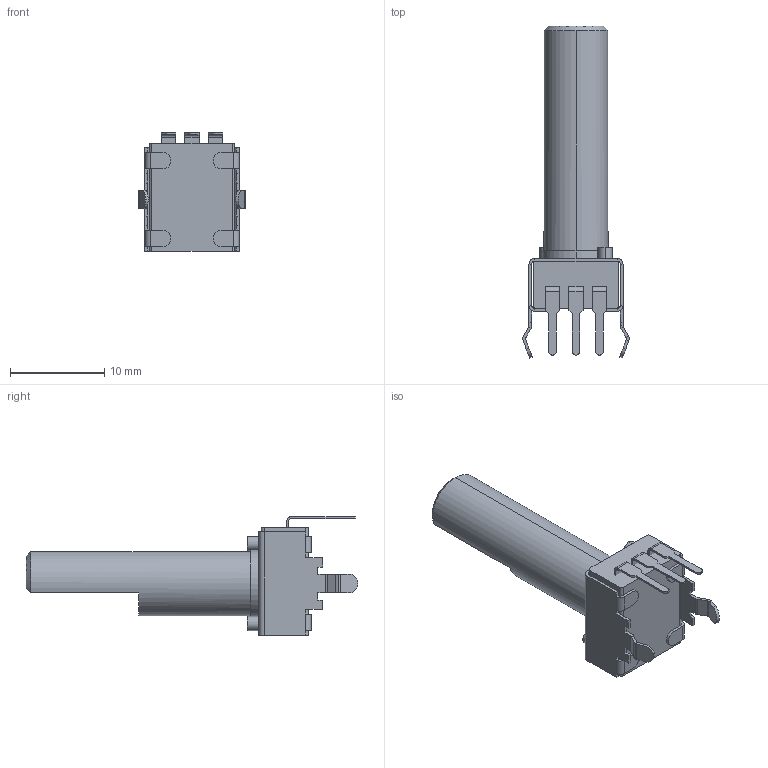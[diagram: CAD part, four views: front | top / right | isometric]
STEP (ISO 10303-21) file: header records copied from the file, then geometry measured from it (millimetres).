
FILE_DESCRIPTION (( 'STEP AP214' ), '1' );
FILE_NAME ('User Library-PTV09A-4.STEP', '2026-01-13T14:49:09', ( '' ), ( '' ), 'SwSTEP 2.0', 'SolidWorks 2022', '' );
FILE_SCHEMA (( 'AUTOMOTIVE_DESIGN' ));
Length unit declared in the file: millimetre
Products named in the file (5): ______1.STEP; PTV09A-4.STEP; ______2.STEP; ______3.STEP; User Library-PTV09A-4
Assembly tree (4 placements, depth 3):
  User Library-PTV09A-4
    PTV09A-4.STEP
      ______1.STEP
      ______2.STEP
      ______3.STEP
Bounding box: 11.3 x 35.27 x 12.6 mm (x, y, z)
Volume: 1372.3 mm3; surface area: 1522.4 mm2
Topology: 5 solids, 5 shells, 208 faces, 488 edges, 294 vertices
Faces by surface type: plane 144, cylinder 63, cone 1
Entity records: 6041 total; most frequent: DIRECTION 1047, CARTESIAN_POINT 1004, ORIENTED_EDGE 976, EDGE_CURVE 488, VECTOR 357, LINE 357, AXIS2_PLACEMENT_3D 345, VERTEX_POINT 294
